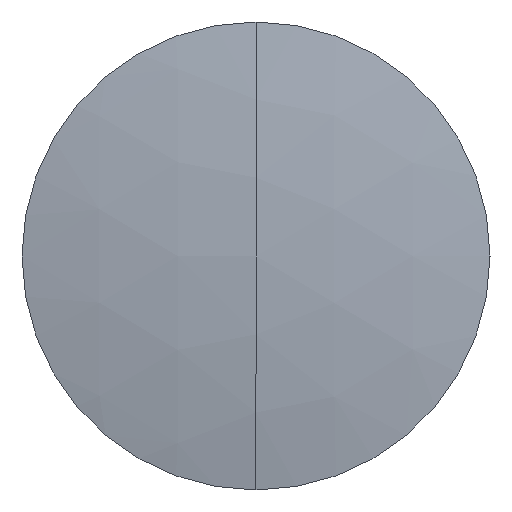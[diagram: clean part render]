
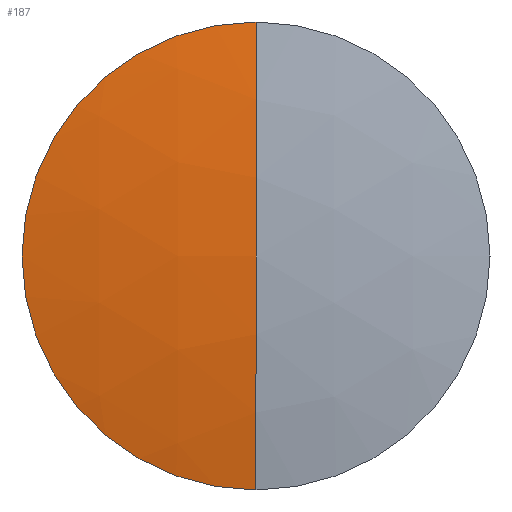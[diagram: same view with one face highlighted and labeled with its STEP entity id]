
A CAD part, left-side view. The second image highlights one B-rep face of the part: STEP entity #187.
In plain terms, the highlighted spherical face has radius 137.1 mm.
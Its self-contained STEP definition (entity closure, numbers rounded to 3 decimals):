
#43 = CARTESIAN_POINT ( 'NONE',  ( 498.922, 0., 0. ) ) ;
#62 = VERTEX_POINT ( 'NONE', #221 ) ;
#68 = AXIS2_PLACEMENT_3D ( 'NONE', #159, #102, #214 ) ;
#72 = ORIENTED_EDGE ( 'NONE', *, *, #307, .T. ) ;
#74 = ORIENTED_EDGE ( 'NONE', *, *, #176, .F. ) ;
#90 = SPHERICAL_SURFACE ( 'NONE', #218, 137.1 ) ;
#95 = DIRECTION ( 'NONE',  ( 0., 1., 0. ) ) ;
#96 = CIRCLE ( 'NONE', #118, 137.1 ) ;
#102 = DIRECTION ( 'NONE',  ( -1., 0., 0. ) ) ;
#118 = AXIS2_PLACEMENT_3D ( 'NONE', #261, #95, #291 ) ;
#119 = DIRECTION ( 'NONE',  ( 0., 0., -1. ) ) ;
#147 = VERTEX_POINT ( 'NONE', #279 ) ;
#148 = DIRECTION ( 'NONE',  ( 0., 0., 1. ) ) ;
#155 = CIRCLE ( 'NONE', #255, 137.1 ) ;
#159 = CARTESIAN_POINT ( 'NONE',  ( 364.195, 0., 0. ) ) ;
#164 = FACE_OUTER_BOUND ( 'NONE', #259, .T. ) ;
#176 = EDGE_CURVE ( 'NONE', #233, #62, #155, .T. ) ;
#187 = ADVANCED_FACE ( 'NONE', ( #164 ), #90, .T. ) ;
#214 = DIRECTION ( 'NONE',  ( 0., 0., 1. ) ) ;
#218 = AXIS2_PLACEMENT_3D ( 'NONE', #43, #313, #148 ) ;
#221 = CARTESIAN_POINT ( 'NONE',  ( 361.822, 0., 0. ) ) ;
#231 = CARTESIAN_POINT ( 'NONE',  ( 364.195, 0., 25.4 ) ) ;
#232 = CIRCLE ( 'NONE', #68, 25.4 ) ;
#233 = VERTEX_POINT ( 'NONE', #231 ) ;
#255 = AXIS2_PLACEMENT_3D ( 'NONE', #257, #284, #119 ) ;
#257 = CARTESIAN_POINT ( 'NONE',  ( 498.922, 0., 0. ) ) ;
#259 = EDGE_LOOP ( 'NONE', ( #339, #72, #74 ) ) ;
#261 = CARTESIAN_POINT ( 'NONE',  ( 498.922, 0., 0. ) ) ;
#279 = CARTESIAN_POINT ( 'NONE',  ( 364.195, 0., -25.4 ) ) ;
#284 = DIRECTION ( 'NONE',  ( 0., -1., 0. ) ) ;
#291 = DIRECTION ( 'NONE',  ( 0., 0., 1. ) ) ;
#307 = EDGE_CURVE ( 'NONE', #147, #62, #96, .T. ) ;
#313 = DIRECTION ( 'NONE',  ( 0., 1., 0. ) ) ;
#339 = ORIENTED_EDGE ( 'NONE', *, *, #341, .T. ) ;
#341 = EDGE_CURVE ( 'NONE', #233, #147, #232, .T. ) ;
